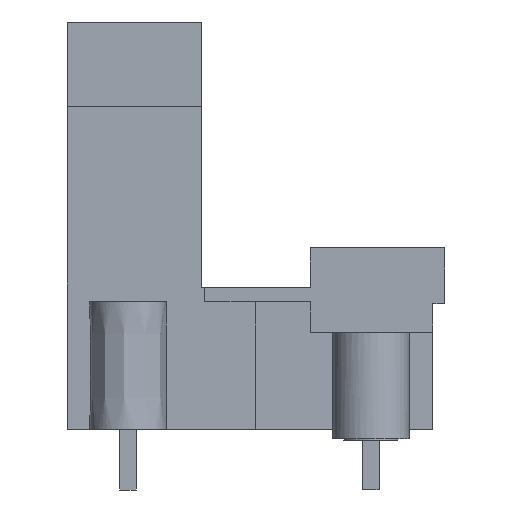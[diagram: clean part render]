
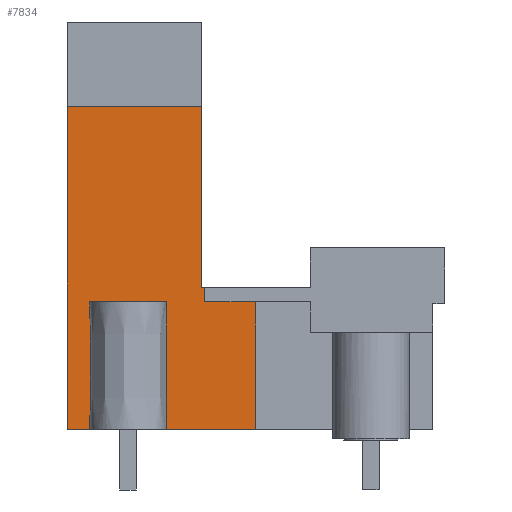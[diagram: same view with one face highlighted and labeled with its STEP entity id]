
A CAD part, left-side view. The second image highlights one B-rep face of the part: STEP entity #7834.
In plain terms, the highlighted planar face has unit normal (-1, 0, 0).
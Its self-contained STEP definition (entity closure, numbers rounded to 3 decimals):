
#7759=AXIS2_PLACEMENT_3D('Plane Axis2P3D',#7756,#7757,#7758) ;
#4329=CARTESIAN_POINT('Vertex',(3.84,23.67,3.8)) ;
#4332=CARTESIAN_POINT('Line Origine',(3.84,23.67,13.93)) ;
#4336=CARTESIAN_POINT('Vertex',(3.84,23.67,24.06)) ;
#4633=CARTESIAN_POINT('Vertex',(3.84,15.24,24.06)) ;
#4636=CARTESIAN_POINT('Line Origine',(3.84,15.24,18.38)) ;
#4640=CARTESIAN_POINT('Vertex',(3.84,15.24,12.7)) ;
#5329=CARTESIAN_POINT('Vertex',(3.84,21.887,3.8)) ;
#5332=CARTESIAN_POINT('Line Origine',(3.84,22.779,3.8)) ;
#5546=CARTESIAN_POINT('Vertex',(3.84,11.84,3.8)) ;
#5549=CARTESIAN_POINT('Line Origine',(3.84,13.165,3.8)) ;
#5553=CARTESIAN_POINT('Vertex',(3.84,14.49,3.8)) ;
#5556=CARTESIAN_POINT('Line Origine',(3.84,16.171,3.8)) ;
#5560=CARTESIAN_POINT('Vertex',(3.84,17.853,3.8)) ;
#7756=CARTESIAN_POINT('Axis2P3D Location',(3.84,23.67,3.2)) ;
#7761=CARTESIAN_POINT('Line Origine',(3.84,20.055,24.06)) ;
#7765=CARTESIAN_POINT('Vertex',(3.84,16.44,24.06)) ;
#7768=CARTESIAN_POINT('Line Origine',(3.84,21.887,7.8)) ;
#7772=CARTESIAN_POINT('Vertex',(3.84,21.887,11.8)) ;
#7775=CARTESIAN_POINT('Line Origine',(3.84,19.87,11.8)) ;
#7779=CARTESIAN_POINT('Vertex',(3.84,17.853,11.8)) ;
#7782=CARTESIAN_POINT('Line Origine',(3.84,17.853,7.8)) ;
#7787=CARTESIAN_POINT('Line Origine',(3.84,11.84,7.8)) ;
#7791=CARTESIAN_POINT('Vertex',(3.84,11.84,11.8)) ;
#7794=CARTESIAN_POINT('Line Origine',(3.84,13.44,11.8)) ;
#7798=CARTESIAN_POINT('Vertex',(3.84,15.04,11.8)) ;
#7801=CARTESIAN_POINT('Line Origine',(3.84,15.04,12.25)) ;
#7805=CARTESIAN_POINT('Vertex',(3.84,15.04,12.7)) ;
#7808=CARTESIAN_POINT('Line Origine',(3.84,15.14,12.7)) ;
#7813=CARTESIAN_POINT('Line Origine',(3.84,15.84,24.06)) ;
#4333=DIRECTION('Vector Direction',(0.,0.,1.)) ;
#4637=DIRECTION('Vector Direction',(0.,0.,1.)) ;
#5333=DIRECTION('Vector Direction',(0.,1.,0.)) ;
#5550=DIRECTION('Vector Direction',(0.,-1.,0.)) ;
#5557=DIRECTION('Vector Direction',(0.,1.,0.)) ;
#7757=DIRECTION('Axis2P3D Direction',(-1.,0.,0.)) ;
#7758=DIRECTION('Axis2P3D XDirection',(0.,-1.,0.)) ;
#7762=DIRECTION('Vector Direction',(0.,1.,0.)) ;
#7769=DIRECTION('Vector Direction',(0.,0.,1.)) ;
#7776=DIRECTION('Vector Direction',(0.,1.,0.)) ;
#7783=DIRECTION('Vector Direction',(0.,0.,1.)) ;
#7788=DIRECTION('Vector Direction',(0.,0.,1.)) ;
#7795=DIRECTION('Vector Direction',(0.,1.,0.)) ;
#7802=DIRECTION('Vector Direction',(0.,0.,-1.)) ;
#7809=DIRECTION('Vector Direction',(0.,-1.,0.)) ;
#7814=DIRECTION('Vector Direction',(0.,-1.,0.)) ;
#4334=VECTOR('Line Direction',#4333,1.) ;
#4638=VECTOR('Line Direction',#4637,1.) ;
#5334=VECTOR('Line Direction',#5333,1.) ;
#5551=VECTOR('Line Direction',#5550,1.) ;
#5558=VECTOR('Line Direction',#5557,1.) ;
#7763=VECTOR('Line Direction',#7762,1.) ;
#7770=VECTOR('Line Direction',#7769,1.) ;
#7777=VECTOR('Line Direction',#7776,1.) ;
#7784=VECTOR('Line Direction',#7783,1.) ;
#7789=VECTOR('Line Direction',#7788,1.) ;
#7796=VECTOR('Line Direction',#7795,1.) ;
#7803=VECTOR('Line Direction',#7802,1.) ;
#7810=VECTOR('Line Direction',#7809,1.) ;
#7815=VECTOR('Line Direction',#7814,1.) ;
#7819=ORIENTED_EDGE('',*,*,#7767,.T.) ;
#7820=ORIENTED_EDGE('',*,*,#4338,.T.) ;
#7821=ORIENTED_EDGE('',*,*,#5336,.F.) ;
#7822=ORIENTED_EDGE('',*,*,#7774,.T.) ;
#7823=ORIENTED_EDGE('',*,*,#7781,.F.) ;
#7824=ORIENTED_EDGE('',*,*,#7786,.F.) ;
#7825=ORIENTED_EDGE('',*,*,#5562,.F.) ;
#7826=ORIENTED_EDGE('',*,*,#5555,.T.) ;
#7827=ORIENTED_EDGE('',*,*,#7793,.T.) ;
#7828=ORIENTED_EDGE('',*,*,#7800,.T.) ;
#7829=ORIENTED_EDGE('',*,*,#7807,.F.) ;
#7830=ORIENTED_EDGE('',*,*,#7812,.F.) ;
#7831=ORIENTED_EDGE('',*,*,#4642,.T.) ;
#7832=ORIENTED_EDGE('',*,*,#7817,.T.) ;
#7834=ADVANCED_FACE('HOUSING',(#7833),#7760,.T.) ;
#4338=EDGE_CURVE('',#4337,#4330,#4335,.F.) ;
#4642=EDGE_CURVE('',#4641,#4634,#4639,.T.) ;
#5336=EDGE_CURVE('',#5330,#4330,#5335,.T.) ;
#5555=EDGE_CURVE('',#5554,#5547,#5552,.T.) ;
#5562=EDGE_CURVE('',#5554,#5561,#5559,.T.) ;
#7767=EDGE_CURVE('',#7766,#4337,#7764,.T.) ;
#7774=EDGE_CURVE('',#5330,#7773,#7771,.T.) ;
#7781=EDGE_CURVE('',#7780,#7773,#7778,.T.) ;
#7786=EDGE_CURVE('',#5561,#7780,#7785,.T.) ;
#7793=EDGE_CURVE('',#5547,#7792,#7790,.T.) ;
#7800=EDGE_CURVE('',#7792,#7799,#7797,.T.) ;
#7807=EDGE_CURVE('',#7806,#7799,#7804,.T.) ;
#7812=EDGE_CURVE('',#4641,#7806,#7811,.T.) ;
#7817=EDGE_CURVE('',#4634,#7766,#7816,.F.) ;
#7818=EDGE_LOOP('',(#7819,#7820,#7821,#7822,#7823,#7824,#7825,#7826,#7827,#7828,#7829,#7830,#7831,#7832)) ;
#7833=FACE_OUTER_BOUND('',#7818,.T.) ;
#4335=LINE('Line',#4332,#4334) ;
#4639=LINE('Line',#4636,#4638) ;
#5335=LINE('Line',#5332,#5334) ;
#5552=LINE('Line',#5549,#5551) ;
#5559=LINE('Line',#5556,#5558) ;
#7764=LINE('Line',#7761,#7763) ;
#7771=LINE('Line',#7768,#7770) ;
#7778=LINE('Line',#7775,#7777) ;
#7785=LINE('Line',#7782,#7784) ;
#7790=LINE('Line',#7787,#7789) ;
#7797=LINE('Line',#7794,#7796) ;
#7804=LINE('Line',#7801,#7803) ;
#7811=LINE('Line',#7808,#7810) ;
#7816=LINE('Line',#7813,#7815) ;
#7760=PLANE('',#7759) ;
#4330=VERTEX_POINT('',#4329) ;
#4337=VERTEX_POINT('',#4336) ;
#4634=VERTEX_POINT('',#4633) ;
#4641=VERTEX_POINT('',#4640) ;
#5330=VERTEX_POINT('',#5329) ;
#5547=VERTEX_POINT('',#5546) ;
#5554=VERTEX_POINT('',#5553) ;
#5561=VERTEX_POINT('',#5560) ;
#7766=VERTEX_POINT('',#7765) ;
#7773=VERTEX_POINT('',#7772) ;
#7780=VERTEX_POINT('',#7779) ;
#7792=VERTEX_POINT('',#7791) ;
#7799=VERTEX_POINT('',#7798) ;
#7806=VERTEX_POINT('',#7805) ;
